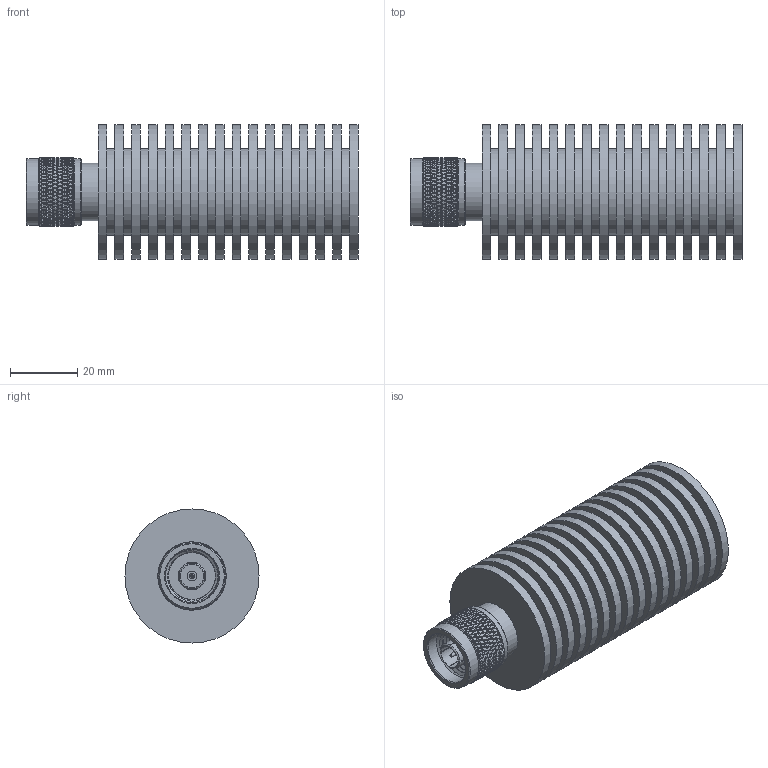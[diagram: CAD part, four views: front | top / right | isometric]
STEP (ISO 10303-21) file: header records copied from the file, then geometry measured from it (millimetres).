
FILE_DESCRIPTION (( 'STEP AP203' ), '1' );
FILE_NAME ('ST3N501.step', '2020-02-06T15:57:09', ( '' ), ( '' ), 'SwSTEP 2.0', 'SolidWorks 2018', '' );
FILE_SCHEMA (( 'CONFIG_CONTROL_DESIGN' ));
Length unit declared in the file: inch
Products named in the file (1): ST3N501
Bounding box: 99 x 40 x 40 mm (x, y, z)
Volume: 75541.8 mm3; surface area: 35523 mm2
Topology: 1 solids, 1 shells, 2313 faces, 4895 edges, 2620 vertices
Faces by surface type: bspline 1764, cylinder 484, plane 54, cone 11
Full cylindrical faces by diameter (mm): 1.524 x1, 2.794 x1, 6.985 x1, 8.255 x1, 15.875 x5, 17.175 x1, 19.715 x2, 25.821 x15, 40 x16
Entity records: 82960 total; most frequent: CARTESIAN_POINT 53200, ORIENTED_EDGE 9656, EDGE_CURVE 4828, VERTEX_POINT 2604, EDGE_LOOP 2390, FACE_OUTER_BOUND 2348, ADVANCED_FACE 2308, B_SPLINE_CURVE_WITH_KNOTS 2158
